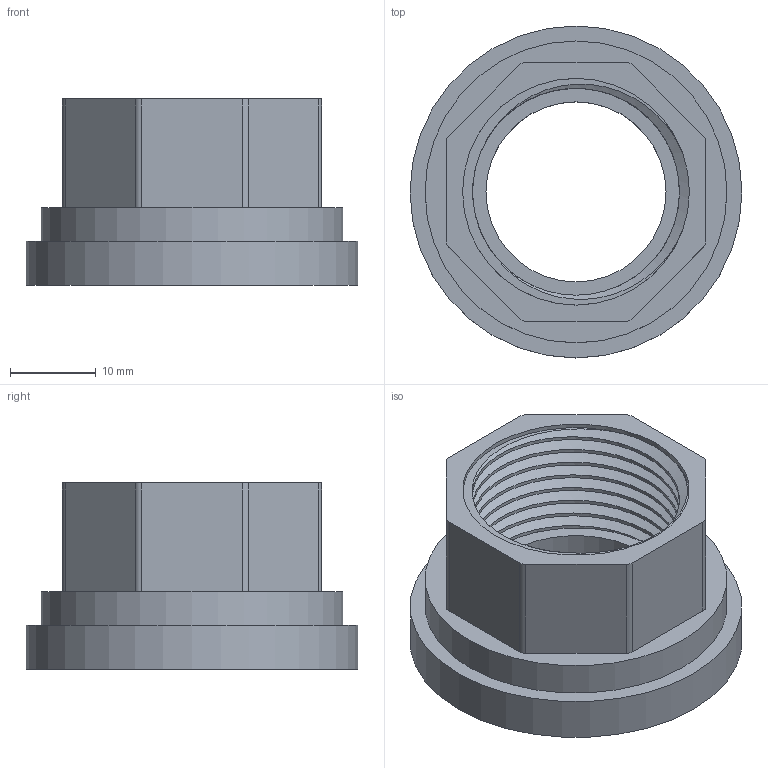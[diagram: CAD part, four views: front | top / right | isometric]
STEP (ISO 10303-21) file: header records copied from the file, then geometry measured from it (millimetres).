
FILE_DESCRIPTION(/* description */ (''),/* implementation_level */ '2;1');
FILE_NAME(/* name */ 'EF0614.000.025.step',/* time_stamp */ '2026-01-07T10:40:24+01:00',/* author */ (''),/* organization */ (''),/* preprocessor_version */ 'ST-DEVELOPER v20.1',/* originating_system */ 'Autodesk Translation Framework v14.21.0.0',/* authorisation */ '');
FILE_SCHEMA (('AUTOMOTIVE_DESIGN { 1 0 10303 214 3 1 1 }'));
Length unit declared in the file: millimetre
Products named in the file (1): 2026-01-07-09-37-47-574
Bounding box: 38.7 x 38.7 x 21.7 mm (x, y, z)
Volume: 9734.5 mm3; surface area: 6427.5 mm2
Topology: 1 solids, 1 shells, 43 faces, 114 edges, 76 vertices
Faces by surface type: cylinder 27, plane 14, bspline 2
Full cylindrical faces by diameter (mm): 21 x1, 24.117 x6, 26.441 x7, 35.2 x1, 38.7 x1
Entity records: 6478 total; most frequent: CARTESIAN_POINT 5417, ORIENTED_EDGE 228, DIRECTION 190, EDGE_CURVE 114, VERTEX_POINT 76, AXIS2_PLACEMENT_3D 70, LINE 50, VECTOR 50
